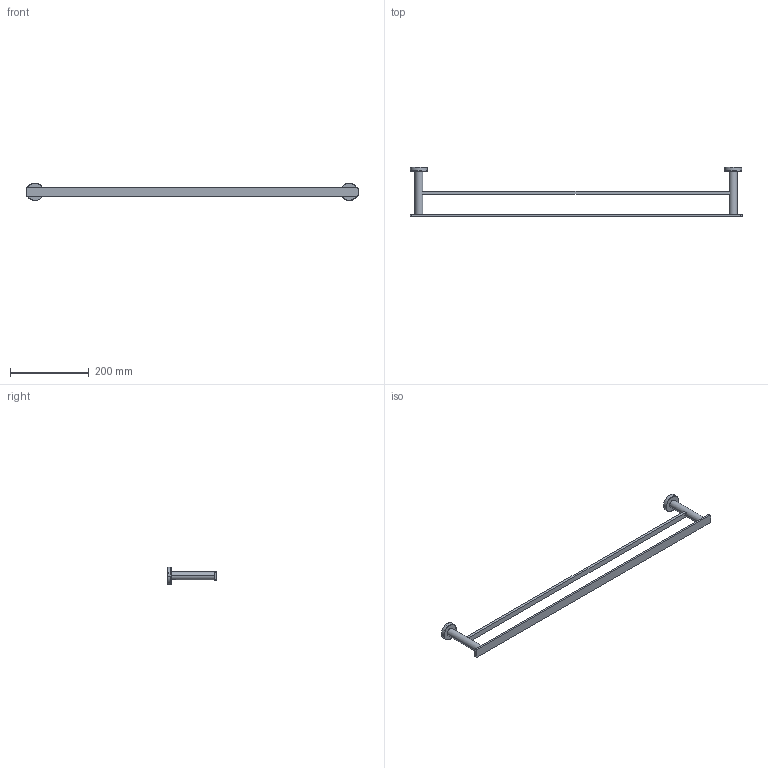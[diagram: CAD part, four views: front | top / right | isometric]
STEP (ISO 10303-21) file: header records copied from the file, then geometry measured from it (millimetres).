
FILE_DESCRIPTION(/* description */ (''),/* implementation_level */ '2;1');
FILE_NAME(/* name */ 'STEP - 34002B_9511277',/* time_stamp */ '2025-06-27T14:30:03+10:00',/* author */ (''),/* organization */ (''),/* preprocessor_version */ 'ST-DEVELOPER v16.5',/* originating_system */ 'Rhino 7.37',/* authorisation */ '');
FILE_SCHEMA (('AUTOMOTIVE_DESIGN'));
Length unit declared in the file: millimetre
Products named in the file (2): Document; 34002B-00-00
Assembly tree (1 placements, depth 2):
  Document
    34002B-00-00
Bounding box: 845 x 126 x 44.57 mm (x, y, z)
Surface area: 111448.4 mm2 (no closed solid volume)
Topology: 0 solids, 18 shells, 193 faces, 664 edges, 484 vertices
Faces by surface type: plane 104, cylinder 61, bspline 28
Entity records: 7429 total; most frequent: CARTESIAN_POINT 3543, ORIENTED_EDGE 1034, EDGE_CURVE 660, VERTEX_POINT 484, B_SPLINE_CURVE_WITH_KNOTS 472, EDGE_LOOP 220, ADVANCED_FACE 193, FACE_OUTER_BOUND 193
